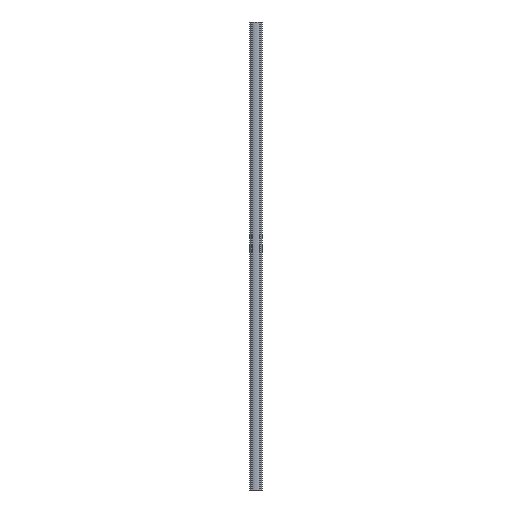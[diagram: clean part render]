
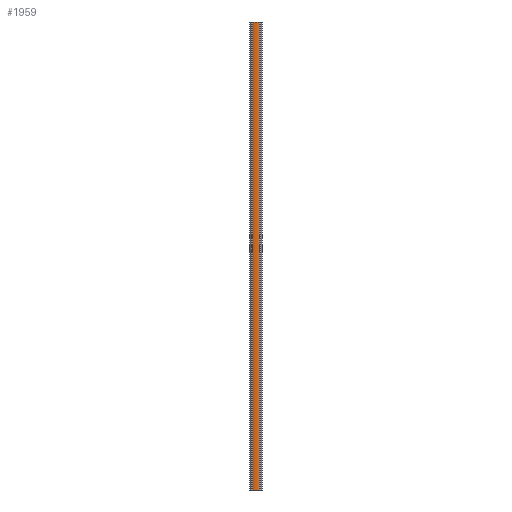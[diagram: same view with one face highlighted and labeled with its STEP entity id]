
A CAD part, front view. The second image highlights one B-rep face of the part: STEP entity #1959.
In plain terms, the highlighted cylindrical face has radius 36 mm (diameter 72 mm), a partial arc.
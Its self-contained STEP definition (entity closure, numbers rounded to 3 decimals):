
#45 = ORIENTED_EDGE ( 'NONE', *, *, #1448, .F. ) ;
#64 = DIRECTION ( 'NONE',  ( 0., 0., 1. ) ) ;
#398 = DIRECTION ( 'NONE',  ( 0., 0., 1. ) ) ;
#418 = VECTOR ( 'NONE', #64, 1000. ) ;
#523 = CARTESIAN_POINT ( 'NONE',  ( 12.434, -33.785, -183.09 ) ) ;
#542 = AXIS2_PLACEMENT_3D ( 'NONE', #672, #3287, #650 ) ;
#650 = DIRECTION ( 'NONE',  ( -1., 0., 0. ) ) ;
#672 = CARTESIAN_POINT ( 'NONE',  ( 0., 0., 302.91 ) ) ;
#752 = CYLINDRICAL_SURFACE ( 'NONE', #542, 36. ) ;
#1105 = DIRECTION ( 'NONE',  ( 0., 0., 1. ) ) ;
#1129 = DIRECTION ( 'NONE',  ( 0., 0., 1. ) ) ;
#1383 = CARTESIAN_POINT ( 'NONE',  ( -12.434, -33.785, 302.91 ) ) ;
#1448 = EDGE_CURVE ( 'NONE', #2121, #2700, #2662, .T. ) ;
#1456 = AXIS2_PLACEMENT_3D ( 'NONE', #3099, #398, #2814 ) ;
#1665 = DIRECTION ( 'NONE',  ( 0., 1., 0. ) ) ;
#1674 = EDGE_CURVE ( 'NONE', #3290, #3494, #2236, .T. ) ;
#1720 = ORIENTED_EDGE ( 'NONE', *, *, #1674, .T. ) ;
#1880 = EDGE_CURVE ( 'NONE', #3290, #2121, #3353, .T. ) ;
#1959 = ADVANCED_FACE ( 'NONE', ( #3395 ), #752, .T. ) ;
#1996 = VECTOR ( 'NONE', #1105, 1000. ) ;
#2121 = VERTEX_POINT ( 'NONE', #2999 ) ;
#2236 = CIRCLE ( 'NONE', #1456, 36. ) ;
#2318 = AXIS2_PLACEMENT_3D ( 'NONE', #2729, #1129, #1665 ) ;
#2442 = EDGE_CURVE ( 'NONE', #3494, #2700, #3167, .T. ) ;
#2662 = CIRCLE ( 'NONE', #2318, 36. ) ;
#2700 = VERTEX_POINT ( 'NONE', #3115 ) ;
#2729 = CARTESIAN_POINT ( 'NONE',  ( 0., 0., 1566.91 ) ) ;
#2778 = CARTESIAN_POINT ( 'NONE',  ( -12.434, -33.785, -183.09 ) ) ;
#2814 = DIRECTION ( 'NONE',  ( -1., 0., 0. ) ) ;
#2880 = ORIENTED_EDGE ( 'NONE', *, *, #1880, .F. ) ;
#2892 = ORIENTED_EDGE ( 'NONE', *, *, #2442, .T. ) ;
#2999 = CARTESIAN_POINT ( 'NONE',  ( -12.434, -33.785, 1566.91 ) ) ;
#3099 = CARTESIAN_POINT ( 'NONE',  ( 0., 0., -183.09 ) ) ;
#3115 = CARTESIAN_POINT ( 'NONE',  ( 12.434, -33.785, 1566.91 ) ) ;
#3167 = LINE ( 'NONE', #3227, #1996 ) ;
#3208 = EDGE_LOOP ( 'NONE', ( #2892, #45, #2880, #1720 ) ) ;
#3227 = CARTESIAN_POINT ( 'NONE',  ( 12.434, -33.785, 302.91 ) ) ;
#3287 = DIRECTION ( 'NONE',  ( 0., 0., 1. ) ) ;
#3290 = VERTEX_POINT ( 'NONE', #2778 ) ;
#3353 = LINE ( 'NONE', #1383, #418 ) ;
#3395 = FACE_OUTER_BOUND ( 'NONE', #3208, .T. ) ;
#3494 = VERTEX_POINT ( 'NONE', #523 ) ;
